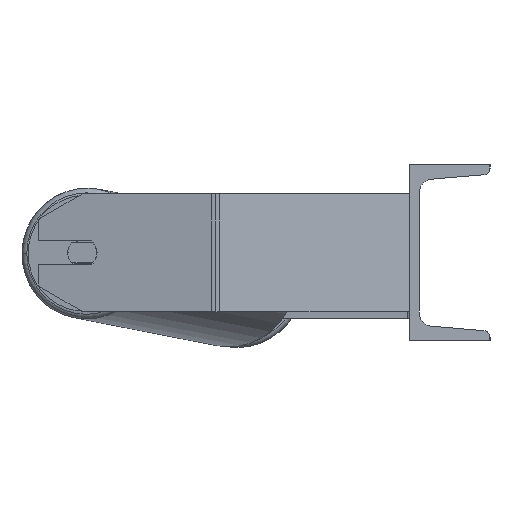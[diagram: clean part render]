
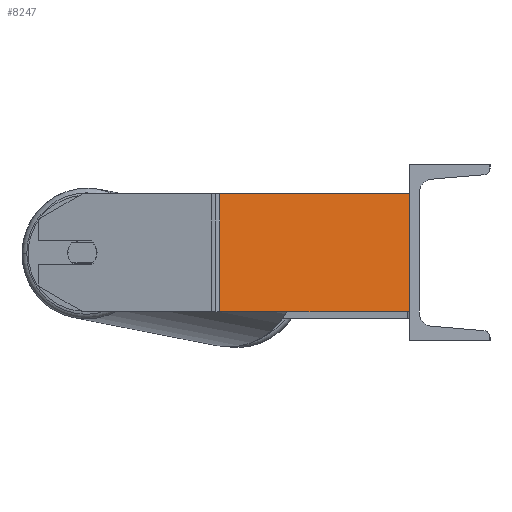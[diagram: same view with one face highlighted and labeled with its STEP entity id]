
A CAD part, left-side view. The second image highlights one B-rep face of the part: STEP entity #8247.
In plain terms, the highlighted planar face has unit normal (-0.985, -0.174, 0).
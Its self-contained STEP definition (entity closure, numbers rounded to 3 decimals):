
#85 = CARTESIAN_POINT ( 'NONE',  ( -907.672, 128.58, 40. ) ) ;
#174 = LINE ( 'NONE', #85, #2596 ) ;
#328 = CARTESIAN_POINT ( 'NONE',  ( -907.672, 128.58, -40. ) ) ;
#428 = LINE ( 'NONE', #5886, #811 ) ;
#503 = VECTOR ( 'NONE', #6492, 1000. ) ;
#591 = ORIENTED_EDGE ( 'NONE', *, *, #9113, .F. ) ;
#804 = VERTEX_POINT ( 'NONE', #8627 ) ;
#811 = VECTOR ( 'NONE', #7968, 1000. ) ;
#971 = DIRECTION ( 'NONE',  ( -0.174, 0.985, 0. ) ) ;
#1604 = FACE_OUTER_BOUND ( 'NONE', #7180, .T. ) ;
#1646 = DIRECTION ( 'NONE',  ( 0.985, 0.174, 0. ) ) ;
#2014 = CARTESIAN_POINT ( 'NONE',  ( -907.672, 128.58, 40. ) ) ;
#2234 = EDGE_CURVE ( 'NONE', #8792, #5721, #174, .T. ) ;
#2260 = ORIENTED_EDGE ( 'NONE', *, *, #8427, .T. ) ;
#2313 = CARTESIAN_POINT ( 'NONE',  ( -885., 0., -40. ) ) ;
#2596 = VECTOR ( 'NONE', #4295, 1000. ) ;
#3839 = CARTESIAN_POINT ( 'NONE',  ( -908.162, 131.358, 40. ) ) ;
#3905 = DIRECTION ( 'NONE',  ( 0., 0., -1. ) ) ;
#3931 = PLANE ( 'NONE',  #7019 ) ;
#4295 = DIRECTION ( 'NONE',  ( 0., 0., -1. ) ) ;
#4909 = ORIENTED_EDGE ( 'NONE', *, *, #5296, .F. ) ;
#5296 = EDGE_CURVE ( 'NONE', #8792, #804, #8489, .T. ) ;
#5721 = VERTEX_POINT ( 'NONE', #328 ) ;
#5848 = VECTOR ( 'NONE', #3905, 1000. ) ;
#5886 = CARTESIAN_POINT ( 'NONE',  ( -908.162, 131.358, -40. ) ) ;
#6034 = LINE ( 'NONE', #8767, #5848 ) ;
#6392 = CARTESIAN_POINT ( 'NONE',  ( -908.162, 131.358, 40. ) ) ;
#6492 = DIRECTION ( 'NONE',  ( 0.174, -0.985, 0. ) ) ;
#7019 = AXIS2_PLACEMENT_3D ( 'NONE', #3839, #1646, #971 ) ;
#7057 = VERTEX_POINT ( 'NONE', #2313 ) ;
#7180 = EDGE_LOOP ( 'NONE', ( #2260, #591, #4909, #7193 ) ) ;
#7193 = ORIENTED_EDGE ( 'NONE', *, *, #2234, .T. ) ;
#7968 = DIRECTION ( 'NONE',  ( 0.174, -0.985, 0. ) ) ;
#8247 = ADVANCED_FACE ( 'NONE', ( #1604 ), #3931, .F. ) ;
#8427 = EDGE_CURVE ( 'NONE', #5721, #7057, #428, .T. ) ;
#8489 = LINE ( 'NONE', #6392, #503 ) ;
#8627 = CARTESIAN_POINT ( 'NONE',  ( -885., 0., 40. ) ) ;
#8767 = CARTESIAN_POINT ( 'NONE',  ( -885., 0., 40. ) ) ;
#8792 = VERTEX_POINT ( 'NONE', #2014 ) ;
#9113 = EDGE_CURVE ( 'NONE', #804, #7057, #6034, .T. ) ;
